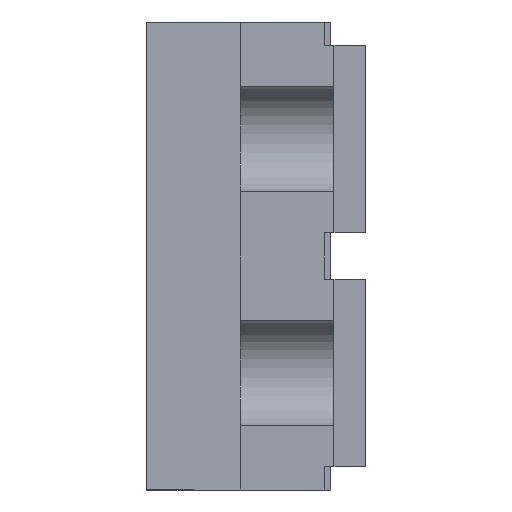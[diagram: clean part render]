
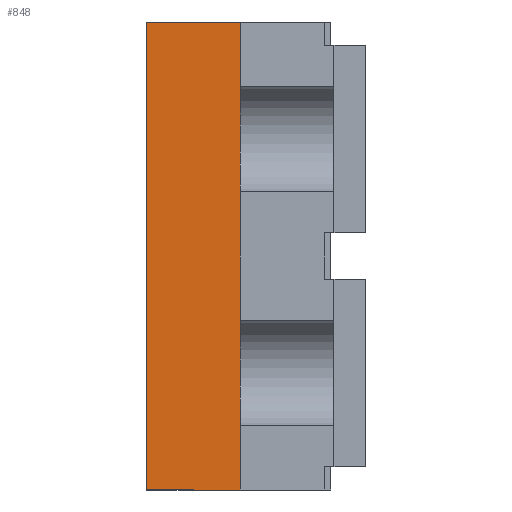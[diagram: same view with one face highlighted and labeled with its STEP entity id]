
A CAD part, left-side view. The second image highlights one B-rep face of the part: STEP entity #848.
In plain terms, the highlighted planar face has unit normal (-1, 0, 0).
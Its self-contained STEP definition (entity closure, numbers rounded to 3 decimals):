
#62 = DIRECTION ( 'NONE',  ( 0., 1., 0. ) ) ;
#67 = CARTESIAN_POINT ( 'NONE',  ( -0.6, 0.45, -0.75 ) ) ;
#145 = EDGE_CURVE ( 'NONE', #661, #660, #1364, .T. ) ;
#146 = EDGE_CURVE ( 'NONE', #658, #661, #1357, .T. ) ;
#148 = EDGE_CURVE ( 'NONE', #659, #660, #1361, .T. ) ;
#486 = DIRECTION ( 'NONE',  ( 0., 0., -1. ) ) ;
#487 = DIRECTION ( 'NONE',  ( 1., 0., 0. ) ) ;
#491 = PLANE ( 'NONE',  #1587 ) ;
#492 = CARTESIAN_POINT ( 'NONE',  ( -0.6, 0.3, 0.75 ) ) ;
#592 = CARTESIAN_POINT ( 'NONE',  ( -0.6, 0.3, 0.75 ) ) ;
#593 = CARTESIAN_POINT ( 'NONE',  ( -0.6, 0.6, -0.75 ) ) ;
#596 = CARTESIAN_POINT ( 'NONE',  ( -0.6, 0.6, 0.75 ) ) ;
#599 = DIRECTION ( 'NONE',  ( 0., 0., 1. ) ) ;
#603 = CARTESIAN_POINT ( 'NONE',  ( -0.6, 0.3, -0.75 ) ) ;
#604 = DIRECTION ( 'NONE',  ( 0., 0., 1. ) ) ;
#605 = CARTESIAN_POINT ( 'NONE',  ( -0.6, 0.6, 0. ) ) ;
#606 = DIRECTION ( 'NONE',  ( 0., 1., 0. ) ) ;
#607 = CARTESIAN_POINT ( 'NONE',  ( -0.6, 0.45, 0.75 ) ) ;
#609 = CARTESIAN_POINT ( 'NONE',  ( -0.6, 0.3, 0. ) ) ;
#658 = VERTEX_POINT ( 'NONE', #603 ) ;
#659 = VERTEX_POINT ( 'NONE', #593 ) ;
#660 = VERTEX_POINT ( 'NONE', #596 ) ;
#661 = VERTEX_POINT ( 'NONE', #592 ) ;
#848 = ADVANCED_FACE ( 'NONE', ( #1363 ), #491, .F. ) ;
#929 = ORIENTED_EDGE ( 'NONE', *, *, #146, .T. ) ;
#931 = ORIENTED_EDGE ( 'NONE', *, *, #145, .T. ) ;
#933 = ORIENTED_EDGE ( 'NONE', *, *, #148, .F. ) ;
#936 = ORIENTED_EDGE ( 'NONE', *, *, #1582, .F. ) ;
#1011 = EDGE_LOOP ( 'NONE', ( #933, #936, #929, #931 ) ) ;
#1357 = LINE ( 'NONE', #609, #1366 ) ;
#1361 = LINE ( 'NONE', #605, #1370 ) ;
#1363 = FACE_OUTER_BOUND ( 'NONE', #1011, .T. ) ;
#1364 = LINE ( 'NONE', #607, #1365 ) ;
#1365 = VECTOR ( 'NONE', #606, 1000. ) ;
#1366 = VECTOR ( 'NONE', #604, 1000. ) ;
#1370 = VECTOR ( 'NONE', #599, 1000. ) ;
#1582 = EDGE_CURVE ( 'NONE', #658, #659, #1878, .T. ) ;
#1587 = AXIS2_PLACEMENT_3D ( 'NONE', #492, #487, #486 ) ;
#1878 = LINE ( 'NONE', #67, #1895 ) ;
#1895 = VECTOR ( 'NONE', #62, 1000. ) ;
